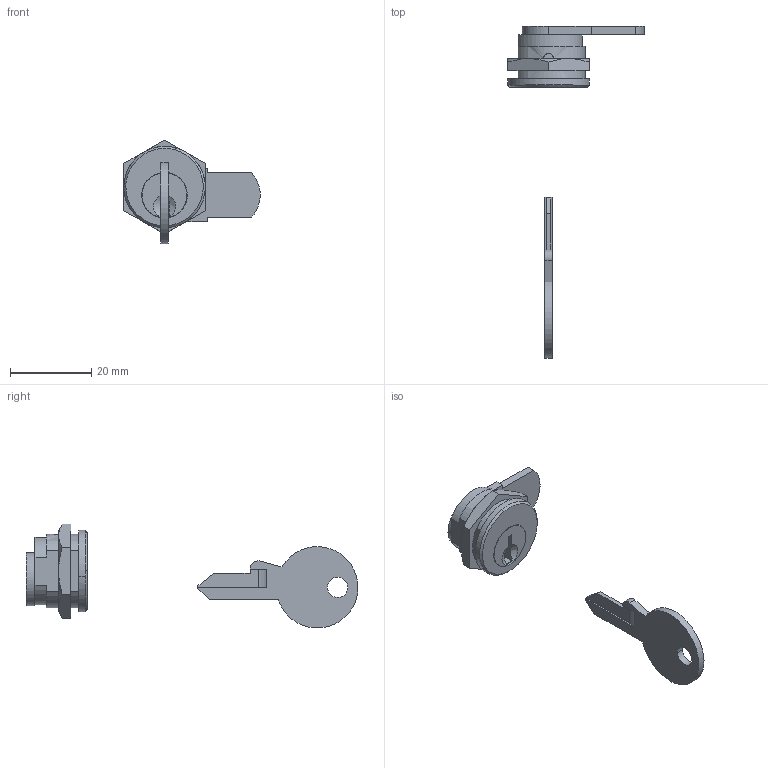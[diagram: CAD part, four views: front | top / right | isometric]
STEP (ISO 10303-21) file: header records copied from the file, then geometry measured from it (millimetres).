
FILE_DESCRIPTION((''),'2;1');
FILE_NAME('','2005-07-15T13:41:11',(''),(''),'','CADfix','');
FILE_SCHEMA(('AUTOMOTIVE_DESIGN'));
Length unit declared in the file: millimetre
Products named in the file (6): screw; nut; lock; key; cam; TL_110_2_7992_36
Assembly tree (6 placements, depth 2):
  TL_110_2_7992_36
    screw  x2
    nut
    lock
    key
    cam
Bounding box: 33.49 x 81.54 x 25.53 mm (x, y, z)
Volume: 4627.3 mm3; surface area: 4277.6 mm2
Topology: 6 solids, 6 shells, 127 faces, 368 edges, 259 vertices
Faces by surface type: bspline 127
Entity records: 4144 total; most frequent: CARTESIAN_POINT 2171, ORIENTED_EDGE 644, EDGE_CURVE 322, VERTEX_POINT 227, QUASI_UNIFORM_CURVE 169, EDGE_LOOP 125, FACE_OUTER_BOUND 110, ADVANCED_FACE 110
